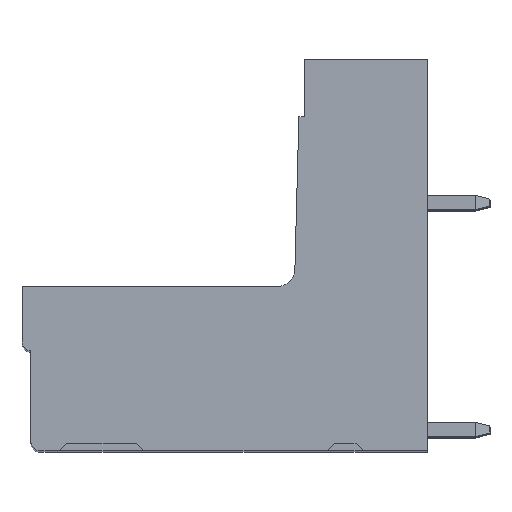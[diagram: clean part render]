
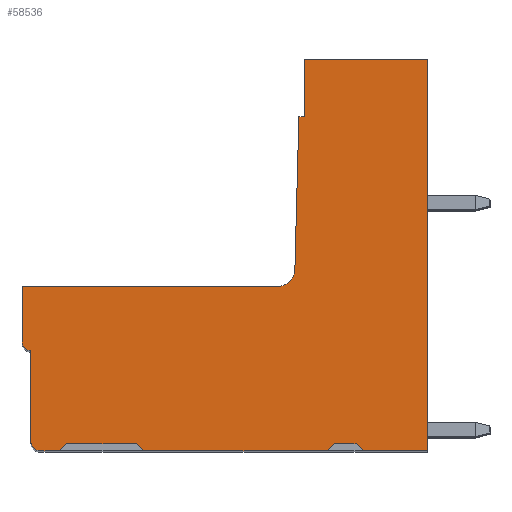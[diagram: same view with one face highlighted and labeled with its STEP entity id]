
A CAD part, top view. The second image highlights one B-rep face of the part: STEP entity #58536.
In plain terms, the highlighted planar face has unit normal (0, 0, 1).
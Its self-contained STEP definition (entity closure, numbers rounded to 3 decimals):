
#438=DIRECTION('',(-1.,0.,0.));
#439=VECTOR('',#438,6.9);
#440=CARTESIAN_POINT('',(0.006,21.9,-89.343));
#441=LINE('',#440,#439);
#9224=DIRECTION('',(0.,-1.,0.));
#9225=VECTOR('',#9224,3.2);
#9226=CARTESIAN_POINT('',(-6.894,21.9,-89.343));
#9227=LINE('',#9226,#9225);
#9232=DIRECTION('',(-1.,0.,0.));
#9233=VECTOR('',#9232,0.3);
#9234=CARTESIAN_POINT('',(-6.894,18.7,-89.343));
#9235=LINE('',#9234,#9233);
#9509=DIRECTION('',(-1.,0.,0.));
#9510=VECTOR('',#9509,14.277);
#9511=CARTESIAN_POINT('',(-8.417,9.2,-89.343));
#9512=LINE('',#9511,#9510);
#17891=DIRECTION('',(0.,-1.,0.));
#17892=VECTOR('',#17891,5.1);
#17893=CARTESIAN_POINT('',(-22.194,5.6,-89.343));
#17894=LINE('',#17893,#17892);
#17931=DIRECTION('',(1.,0.,0.));
#17932=VECTOR('',#17931,1.1);
#17933=CARTESIAN_POINT('',(-21.694,0.,-89.343));
#17934=LINE('',#17933,#17932);
#17939=DIRECTION('',(1.,0.,0.));
#17940=VECTOR('',#17939,10.3);
#17941=CARTESIAN_POINT('',(-15.894,0.,-89.343));
#17942=LINE('',#17941,#17940);
#17951=DIRECTION('',(1.,0.,0.));
#17952=VECTOR('',#17951,3.6);
#17953=CARTESIAN_POINT('',(-3.594,0.,
-89.343));
#17954=LINE('',#17953,#17952);
#18062=DIRECTION('',(-0.707,0.707,0.));
#18063=VECTOR('',#18062,0.566);
#18064=CARTESIAN_POINT('',(-15.894,0.,-89.343));
#18065=LINE('',#18064,#18063);
#18066=DIRECTION('',(-0.707,-0.707,0.));
#18067=VECTOR('',#18066,0.566);
#18068=CARTESIAN_POINT('',(-20.194,0.4,-89.343));
#18069=LINE('',#18068,#18067);
#18070=CARTESIAN_POINT('',(-21.694,0.5,-89.343));
#18071=DIRECTION('',(0.,0.,-1.));
#18072=DIRECTION('',(0.,-1.,0.));
#18073=AXIS2_PLACEMENT_3D('',#18070,#18071,#18072);
#18075=CARTESIAN_POINT('',(-22.194,6.1,-89.343));
#18076=DIRECTION('',(0.,0.,-1.));
#18077=DIRECTION('',(0.,-1.,0.));
#18078=AXIS2_PLACEMENT_3D('',#18075,#18076,#18077);
#18080=DIRECTION('',(0.,1.,0.));
#18081=VECTOR('',#18080,3.1);
#18082=CARTESIAN_POINT('',(-22.694,6.1,
-89.343));
#18083=LINE('',#18082,#18081);
#18084=CARTESIAN_POINT('',(-8.417,10.2,-89.343));
#18085=DIRECTION('',(0.,0.,1.));
#18086=DIRECTION('',(0.,-1.,0.));
#18087=AXIS2_PLACEMENT_3D('',#18084,#18085,#18086);
#18089=DIRECTION('',(0.026,1.,0.));
#18090=VECTOR('',#18089,8.529);
#18091=CARTESIAN_POINT('',(-7.417,10.174,
-89.343));
#18092=LINE('',#18091,#18090);
#18093=DIRECTION('',(0.,-1.,0.));
#18094=VECTOR('',#18093,21.9);
#18095=CARTESIAN_POINT('',(0.006,21.9,-89.343));
#18096=LINE('',#18095,#18094);
#18097=DIRECTION('',(-0.707,0.707,0.));
#18098=VECTOR('',#18097,0.566);
#18099=CARTESIAN_POINT('',(-3.594,0.,
-89.343));
#18100=LINE('',#18099,#18098);
#18101=DIRECTION('',(-0.707,-0.707,
0.));
#18102=VECTOR('',#18101,0.566);
#18103=CARTESIAN_POINT('',(-5.194,0.4,-89.343));
#18104=LINE('',#18103,#18102);
#18125=DIRECTION('',(1.,0.,0.));
#18126=VECTOR('',#18125,3.9);
#18127=CARTESIAN_POINT('',(-20.194,0.4,-89.343));
#18128=LINE('',#18127,#18126);
#18157=DIRECTION('',(1.,0.,0.));
#18158=VECTOR('',#18157,1.2);
#18159=CARTESIAN_POINT('',(-5.194,0.4,-89.343));
#18160=LINE('',#18159,#18158);
#25185=CARTESIAN_POINT('',(0.006,21.9,-89.343));
#25186=CARTESIAN_POINT('',(0.006,0.,-89.343));
#25187=VERTEX_POINT('',#25185);
#25188=VERTEX_POINT('',#25186);
#25205=CARTESIAN_POINT('',(-6.894,21.9,-89.343));
#25206=VERTEX_POINT('',#25205);
#25417=CARTESIAN_POINT('',(-6.894,18.7,-89.343));
#25418=VERTEX_POINT('',#25417);
#25419=CARTESIAN_POINT('',(-7.194,18.7,-89.343));
#25420=VERTEX_POINT('',#25419);
#25421=CARTESIAN_POINT('',(-7.417,10.174,
-89.343));
#25422=VERTEX_POINT('',#25421);
#25423=CARTESIAN_POINT('',(-8.417,9.2,-89.343));
#25424=VERTEX_POINT('',#25423);
#25425=CARTESIAN_POINT('',(-22.694,9.2,-89.343));
#25426=VERTEX_POINT('',#25425);
#25624=CARTESIAN_POINT('',(-15.894,0.,-89.343));
#25625=CARTESIAN_POINT('',(-5.594,0.,-89.343));
#25626=VERTEX_POINT('',#25624);
#25627=VERTEX_POINT('',#25625);
#25628=CARTESIAN_POINT('',(-16.294,0.4,
-89.343));
#25629=VERTEX_POINT('',#25628);
#25630=CARTESIAN_POINT('',(-20.194,0.4,-89.343));
#25631=VERTEX_POINT('',#25630);
#25632=CARTESIAN_POINT('',(-20.594,0.,-89.343));
#25633=VERTEX_POINT('',#25632);
#25634=CARTESIAN_POINT('',(-21.694,0.,-89.343));
#25635=VERTEX_POINT('',#25634);
#25636=CARTESIAN_POINT('',(-22.194,0.5,
-89.343));
#25637=VERTEX_POINT('',#25636);
#25638=CARTESIAN_POINT('',(-22.194,5.6,-89.343));
#25639=VERTEX_POINT('',#25638);
#25640=CARTESIAN_POINT('',(-22.694,6.1,
-89.343));
#25641=VERTEX_POINT('',#25640);
#25642=CARTESIAN_POINT('',(-3.594,0.,
-89.343));
#25643=VERTEX_POINT('',#25642);
#25644=CARTESIAN_POINT('',(-3.994,0.4,-89.343));
#25645=VERTEX_POINT('',#25644);
#25646=CARTESIAN_POINT('',(-5.194,0.4,-89.343));
#25647=VERTEX_POINT('',#25646);
#58503=CARTESIAN_POINT('',(-21.694,0.5,-89.343));
#58504=DIRECTION('',(0.,0.,-1.));
#58505=DIRECTION('',(-1.,0.,0.));
#58506=AXIS2_PLACEMENT_3D('',#58503,#58504,#58505);
#58507=PLANE('',#58506);
#58508=ORIENTED_EDGE('',*,*,#58350,.F.);
#58510=ORIENTED_EDGE('',*,*,#58509,.T.);
#58512=ORIENTED_EDGE('',*,*,#58511,.F.);
#58514=ORIENTED_EDGE('',*,*,#58513,.T.);
#58515=ORIENTED_EDGE('',*,*,#58342,.F.);
#58516=ORIENTED_EDGE('',*,*,#58312,.T.);
#58517=ORIENTED_EDGE('',*,*,#58297,.F.);
#58518=ORIENTED_EDGE('',*,*,#58282,.T.);
#58519=ORIENTED_EDGE('',*,*,#58267,.T.);
#58520=ORIENTED_EDGE('',*,*,#45954,.F.);
#58521=ORIENTED_EDGE('',*,*,#45939,.T.);
#58522=ORIENTED_EDGE('',*,*,#45924,.T.);
#58523=ORIENTED_EDGE('',*,*,#45909,.F.);
#58524=ORIENTED_EDGE('',*,*,#45894,.F.);
#58525=ORIENTED_EDGE('',*,*,#33061,.F.);
#58526=ORIENTED_EDGE('',*,*,#32836,.T.);
#58527=ORIENTED_EDGE('',*,*,#58358,.F.);
#58529=ORIENTED_EDGE('',*,*,#58528,.T.);
#58531=ORIENTED_EDGE('',*,*,#58530,.F.);
#58533=ORIENTED_EDGE('',*,*,#58532,.T.);
#58534=EDGE_LOOP('',(#58508,#58510,#58512,#58514,#58515,#58516,#58517,#58518,
#58519,#58520,#58521,#58522,#58523,#58524,#58525,#58526,#58527,#58529,#58531,
#58533));
#58535=FACE_OUTER_BOUND('',#58534,.F.);
#58536=ADVANCED_FACE('',(#58535),#58507,.F.);
#18074=CIRCLE('',#18073,0.5);
#18079=CIRCLE('',#18078,0.5);
#18088=CIRCLE('',#18087,1.);
#32836=EDGE_CURVE('',#25187,#25188,#18096,.T.);
#33061=EDGE_CURVE('',#25187,#25206,#441,.T.);
#45894=EDGE_CURVE('',#25206,#25418,#9227,.T.);
#45909=EDGE_CURVE('',#25418,#25420,#9235,.T.);
#45924=EDGE_CURVE('',#25422,#25420,#18092,.T.);
#45939=EDGE_CURVE('',#25424,#25422,#18088,.T.);
#45954=EDGE_CURVE('',#25424,#25426,#9512,.T.);
#58267=EDGE_CURVE('',#25641,#25426,#18083,.T.);
#58282=EDGE_CURVE('',#25639,#25641,#18079,.T.);
#58297=EDGE_CURVE('',#25639,#25637,#17894,.T.);
#58312=EDGE_CURVE('',#25635,#25637,#18074,.T.);
#58342=EDGE_CURVE('',#25635,#25633,#17934,.T.);
#58350=EDGE_CURVE('',#25626,#25627,#17942,.T.);
#58358=EDGE_CURVE('',#25643,#25188,#17954,.T.);
#58509=EDGE_CURVE('',#25626,#25629,#18065,.T.);
#58511=EDGE_CURVE('',#25631,#25629,#18128,.T.);
#58513=EDGE_CURVE('',#25631,#25633,#18069,.T.);
#58528=EDGE_CURVE('',#25643,#25645,#18100,.T.);
#58530=EDGE_CURVE('',#25647,#25645,#18160,.T.);
#58532=EDGE_CURVE('',#25647,#25627,#18104,.T.);
